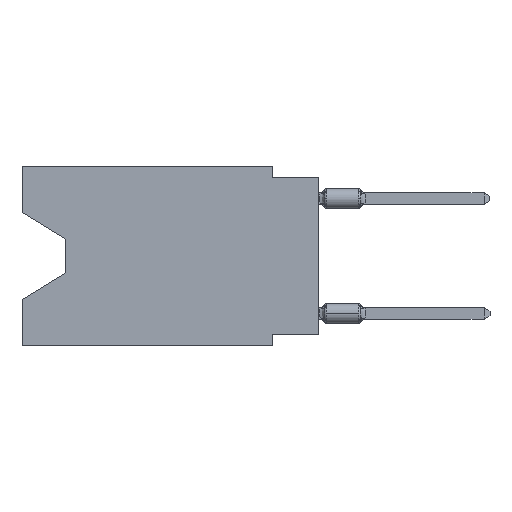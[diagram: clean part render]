
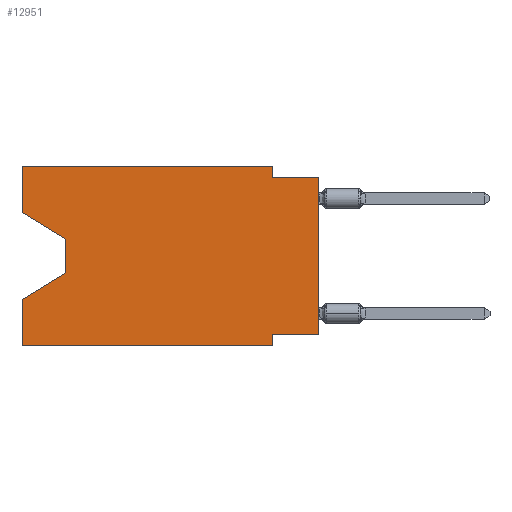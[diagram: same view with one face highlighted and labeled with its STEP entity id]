
A CAD part, left-side view. The second image highlights one B-rep face of the part: STEP entity #12951.
In plain terms, the highlighted planar face has unit normal (-1, 0, 0).
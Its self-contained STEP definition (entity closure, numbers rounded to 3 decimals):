
#192 = EDGE_CURVE ( 'NONE', #10911, #5607, #12891, .T. ) ;
#389 = LINE ( 'NONE', #4137, #14221 ) ;
#552 = VERTEX_POINT ( 'NONE', #15180 ) ;
#603 = LINE ( 'NONE', #13854, #2739 ) ;
#1007 = LINE ( 'NONE', #10749, #5519 ) ;
#1054 = CARTESIAN_POINT ( 'NONE',  ( 0., 2.54, 0. ) ) ;
#1227 = LINE ( 'NONE', #4826, #10328 ) ;
#1375 = CARTESIAN_POINT ( 'NONE',  ( 0., 16.383, -7.36 ) ) ;
#1411 = VECTOR ( 'NONE', #15516, 1000. ) ;
#1750 = DIRECTION ( 'NONE',  ( 0., 0., -1. ) ) ;
#1856 = ORIENTED_EDGE ( 'NONE', *, *, #11191, .F. ) ;
#2087 = ORIENTED_EDGE ( 'NONE', *, *, #6344, .F. ) ;
#2277 = EDGE_LOOP ( 'NONE', ( #2451, #13399, #7049, #12296, #4178, #1856, #2087, #5989, #6210, #13623, #13563, #7877 ) ) ;
#2451 = ORIENTED_EDGE ( 'NONE', *, *, #13053, .T. ) ;
#2581 = DIRECTION ( 'NONE',  ( 0., -1., 0. ) ) ;
#2739 = VECTOR ( 'NONE', #6616, 1000. ) ;
#2828 = EDGE_CURVE ( 'NONE', #15207, #13524, #1007, .T. ) ;
#2856 = LINE ( 'NONE', #12366, #11611 ) ;
#3217 = LINE ( 'NONE', #6972, #10582 ) ;
#3241 = DIRECTION ( 'NONE',  ( 0., 0., 1. ) ) ;
#3377 = VECTOR ( 'NONE', #3241, 1000. ) ;
#3705 = VECTOR ( 'NONE', #3859, 1000. ) ;
#3784 = EDGE_CURVE ( 'NONE', #13259, #5607, #603, .T. ) ;
#3859 = DIRECTION ( 'NONE',  ( 0., 0., 1. ) ) ;
#3864 = LINE ( 'NONE', #13520, #11516 ) ;
#4137 = CARTESIAN_POINT ( 'NONE',  ( 0., 16.383, -9.906 ) ) ;
#4178 = ORIENTED_EDGE ( 'NONE', *, *, #8621, .T. ) ;
#4754 = CARTESIAN_POINT ( 'NONE',  ( 0., 16.383, 0. ) ) ;
#4810 = CARTESIAN_POINT ( 'NONE',  ( 0., 16.383, 0. ) ) ;
#4826 = CARTESIAN_POINT ( 'NONE',  ( 0., 13.97, -4.013 ) ) ;
#5519 = VECTOR ( 'NONE', #2581, 1000. ) ;
#5607 = VERTEX_POINT ( 'NONE', #1375 ) ;
#5611 = DIRECTION ( 'NONE',  ( 0., -1., 0. ) ) ;
#5698 = CARTESIAN_POINT ( 'NONE',  ( 0., 16.383, 0. ) ) ;
#5989 = ORIENTED_EDGE ( 'NONE', *, *, #13959, .T. ) ;
#6016 = VECTOR ( 'NONE', #6312, 1000. ) ;
#6210 = ORIENTED_EDGE ( 'NONE', *, *, #2828, .F. ) ;
#6277 = LINE ( 'NONE', #11126, #3705 ) ;
#6312 = DIRECTION ( 'NONE',  ( 0., 1., 0. ) ) ;
#6344 = EDGE_CURVE ( 'NONE', #552, #10663, #8695, .T. ) ;
#6366 = DIRECTION ( 'NONE',  ( 0., -0.855, -0.519 ) ) ;
#6616 = DIRECTION ( 'NONE',  ( 0., 0.855, -0.519 ) ) ;
#6972 = CARTESIAN_POINT ( 'NONE',  ( 0., 16.383, 0. ) ) ;
#7049 = ORIENTED_EDGE ( 'NONE', *, *, #3784, .T. ) ;
#7167 = LINE ( 'NONE', #12015, #7316 ) ;
#7316 = VECTOR ( 'NONE', #7320, 1000. ) ;
#7320 = DIRECTION ( 'NONE',  ( 0., 0., -1. ) ) ;
#7422 = CARTESIAN_POINT ( 'NONE',  ( 0., 0., -9.271 ) ) ;
#7672 = VERTEX_POINT ( 'NONE', #9700 ) ;
#7877 = ORIENTED_EDGE ( 'NONE', *, *, #11389, .F. ) ;
#8161 = VERTEX_POINT ( 'NONE', #4810 ) ;
#8548 = CARTESIAN_POINT ( 'NONE',  ( 0., 2.54, -9.906 ) ) ;
#8621 = EDGE_CURVE ( 'NONE', #10911, #13252, #389, .T. ) ;
#8695 = LINE ( 'NONE', #7422, #6016 ) ;
#9669 = CARTESIAN_POINT ( 'NONE',  ( 0., 13.97, -5.893 ) ) ;
#9700 = CARTESIAN_POINT ( 'NONE',  ( 0., 13.97, -4.013 ) ) ;
#9976 = DIRECTION ( 'NONE',  ( 0., -1., 0. ) ) ;
#10328 = VECTOR ( 'NONE', #14721, 1000. ) ;
#10582 = VECTOR ( 'NONE', #5611, 1000. ) ;
#10663 = VERTEX_POINT ( 'NONE', #12880 ) ;
#10749 = CARTESIAN_POINT ( 'NONE',  ( 0., 0., -0.635 ) ) ;
#10757 = VERTEX_POINT ( 'NONE', #1054 ) ;
#10911 = VERTEX_POINT ( 'NONE', #15020 ) ;
#11126 = CARTESIAN_POINT ( 'NONE',  ( 0., 16.383, 0. ) ) ;
#11191 = EDGE_CURVE ( 'NONE', #10663, #13252, #2856, .T. ) ;
#11277 = DIRECTION ( 'NONE',  ( 0., 0., -1. ) ) ;
#11278 = EDGE_CURVE ( 'NONE', #7672, #13259, #1227, .T. ) ;
#11389 = EDGE_CURVE ( 'NONE', #12551, #8161, #6277, .T. ) ;
#11516 = VECTOR ( 'NONE', #6366, 1000. ) ;
#11540 = LINE ( 'NONE', #15132, #3377 ) ;
#11584 = EDGE_CURVE ( 'NONE', #8161, #10757, #3217, .T. ) ;
#11611 = VECTOR ( 'NONE', #1750, 1000. ) ;
#12015 = CARTESIAN_POINT ( 'NONE',  ( 0., 2.54, 0. ) ) ;
#12118 = CARTESIAN_POINT ( 'NONE',  ( 0., 16.383, -2.546 ) ) ;
#12296 = ORIENTED_EDGE ( 'NONE', *, *, #192, .F. ) ;
#12366 = CARTESIAN_POINT ( 'NONE',  ( 0., 2.54, -9.906 ) ) ;
#12551 = VERTEX_POINT ( 'NONE', #12118 ) ;
#12880 = CARTESIAN_POINT ( 'NONE',  ( 0., 2.54, -9.271 ) ) ;
#12886 = EDGE_CURVE ( 'NONE', #10757, #15207, #7167, .T. ) ;
#12891 = LINE ( 'NONE', #5698, #1411 ) ;
#12951 = ADVANCED_FACE ( 'NONE', ( #15596 ), #15681, .F. ) ;
#13053 = EDGE_CURVE ( 'NONE', #12551, #7672, #3864, .T. ) ;
#13252 = VERTEX_POINT ( 'NONE', #8548 ) ;
#13259 = VERTEX_POINT ( 'NONE', #9669 ) ;
#13399 = ORIENTED_EDGE ( 'NONE', *, *, #11278, .T. ) ;
#13520 = CARTESIAN_POINT ( 'NONE',  ( 0., 16.383, -2.546 ) ) ;
#13524 = VERTEX_POINT ( 'NONE', #15303 ) ;
#13563 = ORIENTED_EDGE ( 'NONE', *, *, #11584, .F. ) ;
#13623 = ORIENTED_EDGE ( 'NONE', *, *, #12886, .F. ) ;
#13854 = CARTESIAN_POINT ( 'NONE',  ( 0., 13.97, -5.893 ) ) ;
#13959 = EDGE_CURVE ( 'NONE', #552, #13524, #11540, .T. ) ;
#14221 = VECTOR ( 'NONE', #9976, 1000. ) ;
#14484 = DIRECTION ( 'NONE',  ( 1., 0., 0. ) ) ;
#14721 = DIRECTION ( 'NONE',  ( 0., 0., -1. ) ) ;
#15020 = CARTESIAN_POINT ( 'NONE',  ( 0., 16.383, -9.906 ) ) ;
#15132 = CARTESIAN_POINT ( 'NONE',  ( 0., 0., 0. ) ) ;
#15180 = CARTESIAN_POINT ( 'NONE',  ( 0., 0., -9.271 ) ) ;
#15207 = VERTEX_POINT ( 'NONE', #15211 ) ;
#15211 = CARTESIAN_POINT ( 'NONE',  ( 0., 2.54, -0.635 ) ) ;
#15303 = CARTESIAN_POINT ( 'NONE',  ( 0., 0., -0.635 ) ) ;
#15447 = AXIS2_PLACEMENT_3D ( 'NONE', #4754, #14484, #11277 ) ;
#15516 = DIRECTION ( 'NONE',  ( 0., 0., 1. ) ) ;
#15596 = FACE_OUTER_BOUND ( 'NONE', #2277, .T. ) ;
#15681 = PLANE ( 'NONE',  #15447 ) ;
